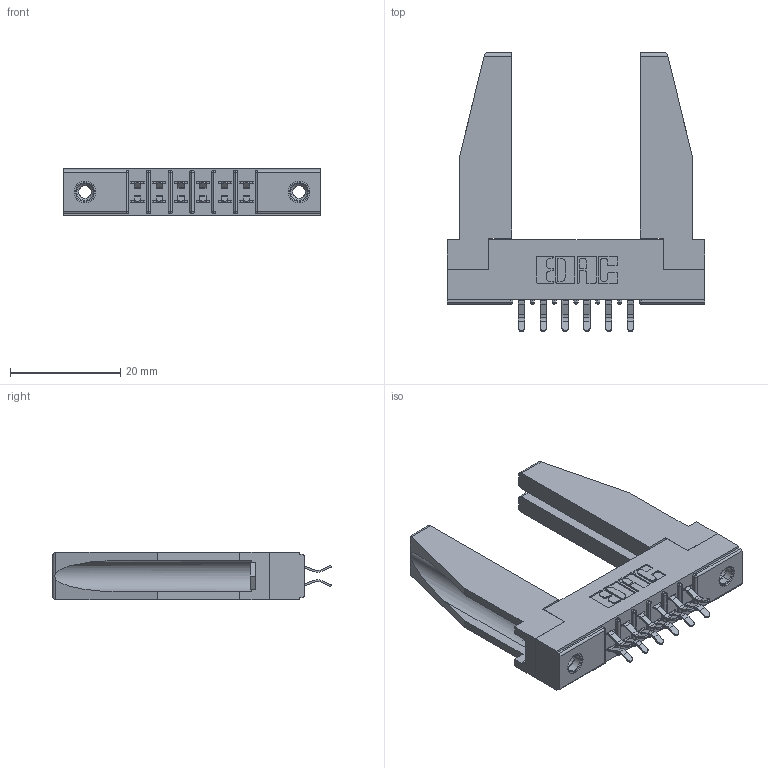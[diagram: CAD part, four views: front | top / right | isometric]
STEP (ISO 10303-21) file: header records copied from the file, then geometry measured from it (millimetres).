
FILE_DESCRIPTION (( 'STEP AP203' ), '1' );
FILE_NAME ('305-012-556-578.STEP', '2019-09-09T11:34:11', ( '' ), ( '' ), 'SwSTEP 2.0', 'SolidWorks 2016', '' );
FILE_SCHEMA (( 'CONFIG_CONTROL_DESIGN' ));
Length unit declared in the file: inch
Products named in the file (5): 305-012-556-578; 305-290-001_556; 345-250-001_345-250-001-102; 307-220-078; 305 Part_.156 Dia
Assembly tree (17 placements, depth 2):
  305-012-556-578
    305 Part_.156 Dia
    305-290-001_556  x12
    345-250-001_345-250-001-102  x2
    307-220-078  x2
Bounding box: 46.79 x 50.67 x 8.71 mm (x, y, z)
Volume: 6858.4 mm3; surface area: 8510.6 mm2
Topology: 17 solids, 17 shells, 918 faces, 2584 edges, 1680 vertices
Faces by surface type: plane 524, cylinder 354, sphere 24, cone 12, torus 4
Entity records: 13540 total; most frequent: CARTESIAN_POINT 2250, ORIENTED_EDGE 2186, DIRECTION 2167, EDGE_CURVE 1093, LINE 837, VECTOR 837, VERTEX_POINT 706, AXIS2_PLACEMENT_3D 665
